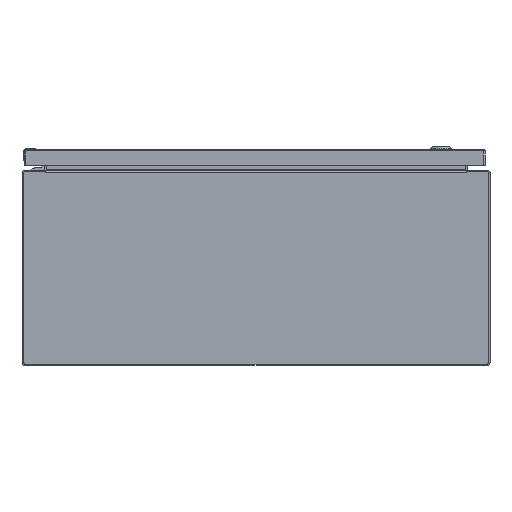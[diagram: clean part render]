
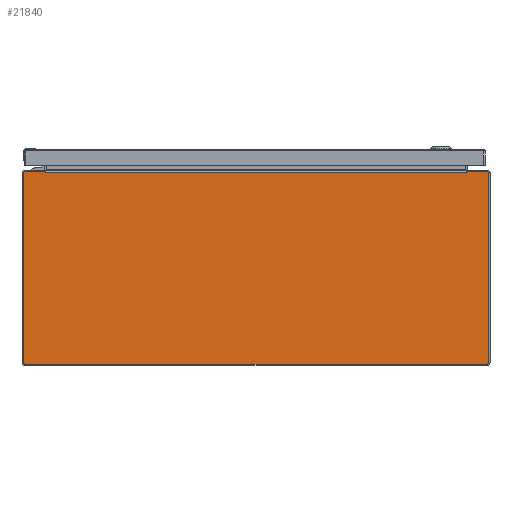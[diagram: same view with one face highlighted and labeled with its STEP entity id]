
A CAD part, front view. The second image highlights one B-rep face of the part: STEP entity #21840.
In plain terms, the highlighted planar face has unit normal (0, -1, 0).
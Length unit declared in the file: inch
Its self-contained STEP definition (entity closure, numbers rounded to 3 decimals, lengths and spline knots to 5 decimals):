
#2299 = DIRECTION ( 'NONE',  ( 0., -1., 0. ) ) ;
#2742 = AXIS2_PLACEMENT_3D ( 'NONE', #85271, #73215, #21185 ) ;
#3215 = DIRECTION ( 'NONE',  ( 0.174, 0., -0.985 ) ) ;
#3761 = CARTESIAN_POINT ( 'NONE',  ( -11.857, -12., 4.857 ) ) ;
#5579 = VERTEX_POINT ( 'NONE', #114063 ) ;
#7094 = AXIS2_PLACEMENT_3D ( 'NONE', #99291, #152191, #150457 ) ;
#11019 = CIRCLE ( 'NONE', #2742, 0.08 ) ;
#12787 = CARTESIAN_POINT ( 'NONE',  ( 0., -12., 4.937 ) ) ;
#14215 = DIRECTION ( 'NONE',  ( 0., 0., -1. ) ) ;
#14628 = LINE ( 'NONE', #95152, #106069 ) ;
#14679 = CARTESIAN_POINT ( 'NONE',  ( -11.937, -12., -4.857 ) ) ;
#17393 = CARTESIAN_POINT ( 'NONE',  ( 10.798, -12., 4.883 ) ) ;
#18016 = DIRECTION ( 'NONE',  ( -1., 0., 0. ) ) ;
#18308 = CARTESIAN_POINT ( 'NONE',  ( 10.81836, -12., 4.91 ) ) ;
#21185 = DIRECTION ( 'NONE',  ( 0., 0., -1. ) ) ;
#21840 = ADVANCED_FACE ( 'NONE', ( #104456 ), #24031, .T. ) ;
#22510 = LINE ( 'NONE', #152523, #87592 ) ;
#23276 = ORIENTED_EDGE ( 'NONE', *, *, #54772, .T. ) ;
#24031 = PLANE ( 'NONE',  #159842 ) ;
#24722 = VERTEX_POINT ( 'NONE', #73894 ) ;
#26111 = EDGE_CURVE ( 'NONE', #5579, #127377, #97107, .T. ) ;
#29489 = LINE ( 'NONE', #68532, #169362 ) ;
#30841 = LINE ( 'NONE', #69927, #69628 ) ;
#33663 = ORIENTED_EDGE ( 'NONE', *, *, #73202, .T. ) ;
#34770 = DIRECTION ( 'NONE',  ( -1., 0., 0. ) ) ;
#36989 = EDGE_CURVE ( 'NONE', #41104, #161067, #22510, .T. ) ;
#38658 = EDGE_CURVE ( 'NONE', #65710, #48303, #145134, .T. ) ;
#38947 = VERTEX_POINT ( 'NONE', #17393 ) ;
#40013 = CIRCLE ( 'NONE', #136938, 0.08 ) ;
#40892 = CARTESIAN_POINT ( 'NONE',  ( -10.798, -12., 4.883 ) ) ;
#41104 = VERTEX_POINT ( 'NONE', #52822 ) ;
#42056 = DIRECTION ( 'NONE',  ( 0., 0., -1. ) ) ;
#48303 = VERTEX_POINT ( 'NONE', #69246 ) ;
#48986 = DIRECTION ( 'NONE',  ( 0., 0., -1. ) ) ;
#49692 = EDGE_CURVE ( 'NONE', #116815, #65442, #14628, .T. ) ;
#49776 = EDGE_CURVE ( 'NONE', #52570, #5579, #169546, .T. ) ;
#52570 = VERTEX_POINT ( 'NONE', #154625 ) ;
#52822 = CARTESIAN_POINT ( 'NONE',  ( 11.937, -12., -4.857 ) ) ;
#53496 = CARTESIAN_POINT ( 'NONE',  ( -10.8136, -12., 4.883 ) ) ;
#54772 = EDGE_CURVE ( 'NONE', #38947, #65442, #96810, .T. ) ;
#55071 = DIRECTION ( 'NONE',  ( -1., 0., 0. ) ) ;
#55224 = ORIENTED_EDGE ( 'NONE', *, *, #120472, .T. ) ;
#56261 = ORIENTED_EDGE ( 'NONE', *, *, #38658, .T. ) ;
#58794 = EDGE_CURVE ( 'NONE', #127377, #38947, #100666, .T. ) ;
#59447 = DIRECTION ( 'NONE',  ( 0., -1., 0. ) ) ;
#59756 = VERTEX_POINT ( 'NONE', #14679 ) ;
#59770 = DIRECTION ( 'NONE',  ( 0., 0., 1. ) ) ;
#65442 = VERTEX_POINT ( 'NONE', #40892 ) ;
#65710 = VERTEX_POINT ( 'NONE', #127892 ) ;
#66408 = CARTESIAN_POINT ( 'NONE',  ( 0., -12., 4.937 ) ) ;
#68532 = CARTESIAN_POINT ( 'NONE',  ( -11.937, -12., 0. ) ) ;
#69246 = CARTESIAN_POINT ( 'NONE',  ( 11.857, -12., -4.937 ) ) ;
#69628 = VECTOR ( 'NONE', #3215, 39.37008 ) ;
#69701 = VERTEX_POINT ( 'NONE', #145590 ) ;
#69927 = CARTESIAN_POINT ( 'NONE',  ( -10.81836, -12., 4.91 ) ) ;
#73202 = EDGE_CURVE ( 'NONE', #48303, #41104, #40013, .T. ) ;
#73215 = DIRECTION ( 'NONE',  ( 0., -1., 0. ) ) ;
#73894 = CARTESIAN_POINT ( 'NONE',  ( -11.857, -12., 4.937 ) ) ;
#77255 = CIRCLE ( 'NONE', #143598, 0.08 ) ;
#79342 = DIRECTION ( 'NONE',  ( 1., 0., 0. ) ) ;
#81873 = VECTOR ( 'NONE', #155971, 39.37008 ) ;
#83663 = CARTESIAN_POINT ( 'NONE',  ( 0., -12., 0. ) ) ;
#84647 = CARTESIAN_POINT ( 'NONE',  ( 0., -12., 4.883 ) ) ;
#85271 = CARTESIAN_POINT ( 'NONE',  ( -11.857, -12., -4.857 ) ) ;
#87592 = VECTOR ( 'NONE', #59770, 39.37008 ) ;
#93872 = DIRECTION ( 'NONE',  ( 0., -1., 0. ) ) ;
#95152 = CARTESIAN_POINT ( 'NONE',  ( -10.80578, -12., 4.883 ) ) ;
#96810 = LINE ( 'NONE', #84647, #162994 ) ;
#97107 = LINE ( 'NONE', #18308, #81873 ) ;
#98300 = CIRCLE ( 'NONE', #7094, 0.08 ) ;
#98534 = ORIENTED_EDGE ( 'NONE', *, *, #103264, .F. ) ;
#99291 = CARTESIAN_POINT ( 'NONE',  ( 11.857, -12., 4.857 ) ) ;
#99293 = CARTESIAN_POINT ( 'NONE',  ( 11.857, -12., -4.857 ) ) ;
#100666 = LINE ( 'NONE', #153572, #163603 ) ;
#103264 = EDGE_CURVE ( 'NONE', #69701, #116815, #30841, .T. ) ;
#104456 = FACE_OUTER_BOUND ( 'NONE', #169907, .T. ) ;
#106069 = VECTOR ( 'NONE', #145407, 39.37008 ) ;
#112940 = EDGE_CURVE ( 'NONE', #59756, #65710, #11019, .T. ) ;
#114063 = CARTESIAN_POINT ( 'NONE',  ( 10.82312, -12., 4.937 ) ) ;
#116815 = VERTEX_POINT ( 'NONE', #53496 ) ;
#117070 = VECTOR ( 'NONE', #55071, 39.37008 ) ;
#120472 = EDGE_CURVE ( 'NONE', #161067, #52570, #98300, .T. ) ;
#121284 = ORIENTED_EDGE ( 'NONE', *, *, #112940, .T. ) ;
#123517 = ORIENTED_EDGE ( 'NONE', *, *, #129315, .T. ) ;
#124247 = VERTEX_POINT ( 'NONE', #169724 ) ;
#127377 = VERTEX_POINT ( 'NONE', #134707 ) ;
#127892 = CARTESIAN_POINT ( 'NONE',  ( -11.857, -12., -4.937 ) ) ;
#128310 = ORIENTED_EDGE ( 'NONE', *, *, #26111, .T. ) ;
#128689 = EDGE_CURVE ( 'NONE', #24722, #124247, #77255, .T. ) ;
#129315 = EDGE_CURVE ( 'NONE', #69701, #24722, #170508, .T. ) ;
#134707 = CARTESIAN_POINT ( 'NONE',  ( 10.8136, -12., 4.883 ) ) ;
#136938 = AXIS2_PLACEMENT_3D ( 'NONE', #99293, #59447, #48986 ) ;
#138383 = ORIENTED_EDGE ( 'NONE', *, *, #36989, .T. ) ;
#140851 = ORIENTED_EDGE ( 'NONE', *, *, #160656, .T. ) ;
#141112 = ORIENTED_EDGE ( 'NONE', *, *, #49776, .T. ) ;
#142308 = ORIENTED_EDGE ( 'NONE', *, *, #128689, .T. ) ;
#142550 = ORIENTED_EDGE ( 'NONE', *, *, #49692, .F. ) ;
#143598 = AXIS2_PLACEMENT_3D ( 'NONE', #3761, #93872, #14215 ) ;
#145134 = LINE ( 'NONE', #159066, #151576 ) ;
#145407 = DIRECTION ( 'NONE',  ( 1., 0., 0. ) ) ;
#145590 = CARTESIAN_POINT ( 'NONE',  ( -10.82312, -12., 4.937 ) ) ;
#150457 = DIRECTION ( 'NONE',  ( 0., 0., -1. ) ) ;
#151576 = VECTOR ( 'NONE', #79342, 39.37008 ) ;
#152191 = DIRECTION ( 'NONE',  ( 0., -1., 0. ) ) ;
#152523 = CARTESIAN_POINT ( 'NONE',  ( 11.937, -12., 0. ) ) ;
#153572 = CARTESIAN_POINT ( 'NONE',  ( 10.80578, -12., 4.883 ) ) ;
#154625 = CARTESIAN_POINT ( 'NONE',  ( 11.857, -12., 4.937 ) ) ;
#155971 = DIRECTION ( 'NONE',  ( -0.174, 0., -0.985 ) ) ;
#158355 = DIRECTION ( 'NONE',  ( -1., 0., 0. ) ) ;
#159066 = CARTESIAN_POINT ( 'NONE',  ( 0., -12., -4.937 ) ) ;
#159842 = AXIS2_PLACEMENT_3D ( 'NONE', #83663, #2299, #42056 ) ;
#160656 = EDGE_CURVE ( 'NONE', #124247, #59756, #29489, .T. ) ;
#160708 = ORIENTED_EDGE ( 'NONE', *, *, #58794, .T. ) ;
#161067 = VERTEX_POINT ( 'NONE', #168763 ) ;
#162994 = VECTOR ( 'NONE', #18016, 39.37008 ) ;
#163603 = VECTOR ( 'NONE', #34770, 39.37008 ) ;
#164700 = DIRECTION ( 'NONE',  ( 0., 0., -1. ) ) ;
#168763 = CARTESIAN_POINT ( 'NONE',  ( 11.937, -12., 4.857 ) ) ;
#168819 = VECTOR ( 'NONE', #158355, 39.37008 ) ;
#169362 = VECTOR ( 'NONE', #164700, 39.37008 ) ;
#169546 = LINE ( 'NONE', #66408, #117070 ) ;
#169724 = CARTESIAN_POINT ( 'NONE',  ( -11.937, -12., 4.857 ) ) ;
#169907 = EDGE_LOOP ( 'NONE', ( #123517, #142308, #140851, #121284, #56261, #33663, #138383, #55224, #141112, #128310, #160708, #23276, #142550, #98534 ) ) ;
#170508 = LINE ( 'NONE', #12787, #168819 ) ;
